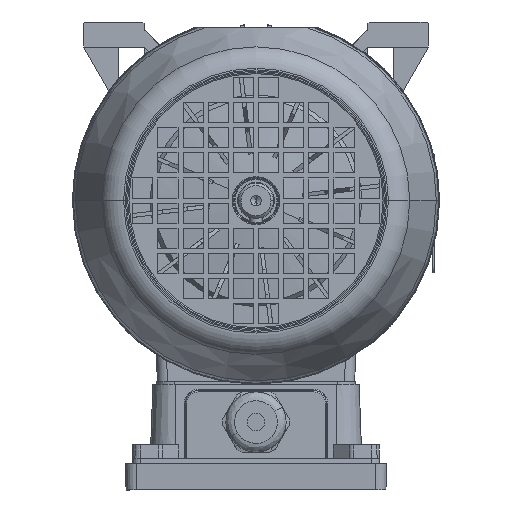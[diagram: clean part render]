
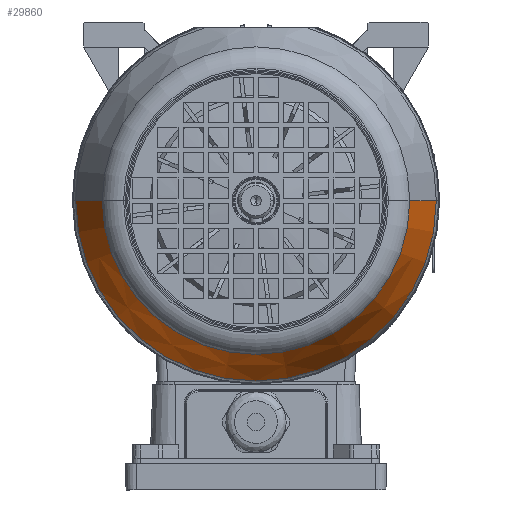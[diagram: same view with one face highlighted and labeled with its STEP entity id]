
A CAD part, left-side view. The second image highlights one B-rep face of the part: STEP entity #29860.
In plain terms, the highlighted conical face has half-angle 23.629 degrees and reference radius 58.5 mm.
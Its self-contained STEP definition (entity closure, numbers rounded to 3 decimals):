
#1315 = VERTEX_POINT ( 'NONE', #57366 ) ;
#3869 = CARTESIAN_POINT ( 'NONE',  ( 64.008, 0., 0. ) ) ;
#4298 = CIRCLE ( 'NONE', #11967, 61.121 ) ;
#4527 = ORIENTED_EDGE ( 'NONE', *, *, #19336, .F. ) ;
#5071 = DIRECTION ( 'NONE',  ( -1., 0., 0. ) ) ;
#9463 = EDGE_CURVE ( 'NONE', #1315, #62903, #4298, .T. ) ;
#10126 = VECTOR ( 'NONE', #29795, 1000. ) ;
#10345 = FACE_OUTER_BOUND ( 'NONE', #114605, .T. ) ;
#11261 = LINE ( 'NONE', #84850, #10126 ) ;
#11967 = AXIS2_PLACEMENT_3D ( 'NONE', #3869, #5071, #97217 ) ;
#17349 = VERTEX_POINT ( 'NONE', #67706 ) ;
#17639 = VERTEX_POINT ( 'NONE', #56228 ) ;
#19336 = EDGE_CURVE ( 'NONE', #1315, #17349, #11261, .T. ) ;
#19534 = AXIS2_PLACEMENT_3D ( 'NONE', #48551, #110807, #39003 ) ;
#21188 = DIRECTION ( 'NONE',  ( 1., 0., 0. ) ) ;
#27624 = CIRCLE ( 'NONE', #63932, 71.662 ) ;
#29795 = DIRECTION ( 'NONE',  ( -0.916, 0., 0.401 ) ) ;
#29860 = ADVANCED_FACE ( 'NONE', ( #10345 ), #71135, .T. ) ;
#39003 = DIRECTION ( 'NONE',  ( 0., 0., 1. ) ) ;
#48551 = CARTESIAN_POINT ( 'NONE',  ( 70., 0., 0. ) ) ;
#48676 = CARTESIAN_POINT ( 'NONE',  ( 39.916, 0., 0. ) ) ;
#52962 = EDGE_CURVE ( 'NONE', #17639, #17349, #27624, .T. ) ;
#56228 = CARTESIAN_POINT ( 'NONE',  ( 39.916, 0., -71.662 ) ) ;
#56752 = EDGE_CURVE ( 'NONE', #62903, #17639, #77372, .T. ) ;
#57366 = CARTESIAN_POINT ( 'NONE',  ( 64.008, 0., 61.121 ) ) ;
#62903 = VERTEX_POINT ( 'NONE', #104649 ) ;
#63179 = ORIENTED_EDGE ( 'NONE', *, *, #52962, .T. ) ;
#63932 = AXIS2_PLACEMENT_3D ( 'NONE', #48676, #21188, #112691 ) ;
#67706 = CARTESIAN_POINT ( 'NONE',  ( 39.916, 0., 71.662 ) ) ;
#71135 = CONICAL_SURFACE ( 'NONE', #19534, 58.5, 0.412 ) ;
#77183 = ORIENTED_EDGE ( 'NONE', *, *, #9463, .T. ) ;
#77372 = LINE ( 'NONE', #78553, #118056 ) ;
#78553 = CARTESIAN_POINT ( 'NONE',  ( 70., 0., -58.5 ) ) ;
#84850 = CARTESIAN_POINT ( 'NONE',  ( 70., 0., 58.5 ) ) ;
#95364 = DIRECTION ( 'NONE',  ( -0.916, 0., -0.401 ) ) ;
#97217 = DIRECTION ( 'NONE',  ( 0., 0., -1. ) ) ;
#104649 = CARTESIAN_POINT ( 'NONE',  ( 64.008, 0., -61.121 ) ) ;
#110807 = DIRECTION ( 'NONE',  ( -1., 0., 0. ) ) ;
#112691 = DIRECTION ( 'NONE',  ( 0., 0., -1. ) ) ;
#114605 = EDGE_LOOP ( 'NONE', ( #77183, #118124, #63179, #4527 ) ) ;
#118056 = VECTOR ( 'NONE', #95364, 1000. ) ;
#118124 = ORIENTED_EDGE ( 'NONE', *, *, #56752, .T. ) ;
